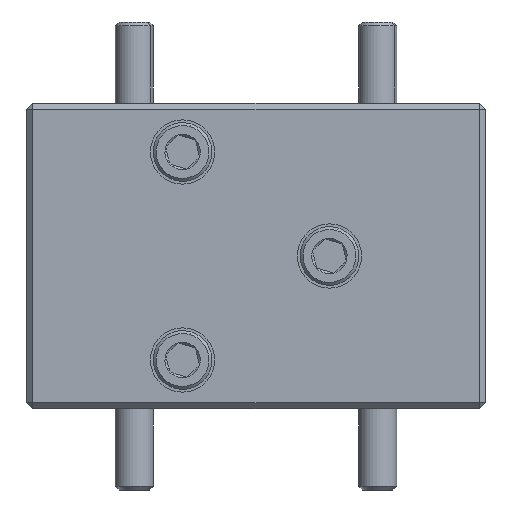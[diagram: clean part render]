
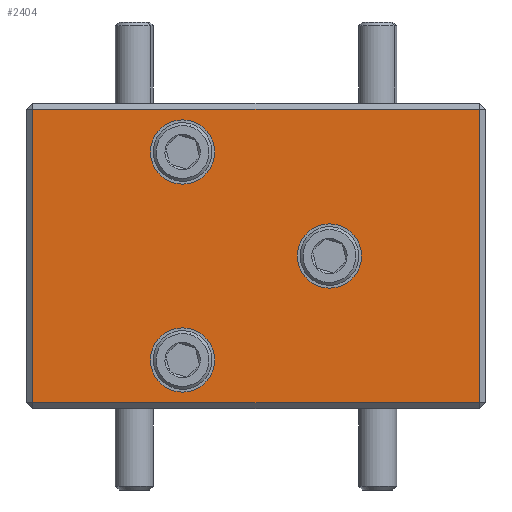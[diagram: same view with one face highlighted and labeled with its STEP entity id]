
A CAD part, front view. The second image highlights one B-rep face of the part: STEP entity #2404.
In plain terms, the highlighted planar face has unit normal (0, -1, 0).
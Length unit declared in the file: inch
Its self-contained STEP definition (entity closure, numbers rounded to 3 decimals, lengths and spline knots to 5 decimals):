
#281 = DIRECTION ( 'NONE',  ( 0., 0., 1. ) ) ;
#476 = VERTEX_POINT ( 'NONE', #10246 ) ;
#514 = VERTEX_POINT ( 'NONE', #1203 ) ;
#586 = DIRECTION ( 'NONE',  ( 0., -1., 0. ) ) ;
#716 = AXIS2_PLACEMENT_3D ( 'NONE', #7853, #586, #3969 ) ;
#759 = DIRECTION ( 'NONE',  ( 0., -1., 0. ) ) ;
#1203 = CARTESIAN_POINT ( 'NONE',  ( 0.12, -0.375, -0.3025 ) ) ;
#1275 = ORIENTED_EDGE ( 'NONE', *, *, #6477, .F. ) ;
#1430 = EDGE_CURVE ( 'NONE', #8510, #476, #4644, .T. ) ;
#1483 = LINE ( 'NONE', #5504, #5280 ) ;
#1535 = VERTEX_POINT ( 'NONE', #7357 ) ;
#1618 = PLANE ( 'NONE',  #5334 ) ;
#1675 = CARTESIAN_POINT ( 'NONE',  ( -0.12, -0.375, -0.0275 ) ) ;
#1751 = VECTOR ( 'NONE', #9505, 39.37008 ) ;
#2280 = ORIENTED_EDGE ( 'NONE', *, *, #7889, .F. ) ;
#2306 = EDGE_CURVE ( 'NONE', #1535, #9014, #8029, .T. ) ;
#2404 = ADVANCED_FACE ( 'NONE', ( #8243, #6538, #4226, #6585 ), #1618, .T. ) ;
#2554 = AXIS2_PLACEMENT_3D ( 'NONE', #5448, #3846, #4009 ) ;
#2757 = CIRCLE ( 'NONE', #6861, 0.0525 ) ;
#2809 = DIRECTION ( 'NONE',  ( 0., -1., 0. ) ) ;
#2884 = VECTOR ( 'NONE', #8110, 39.37008 ) ;
#2945 = CARTESIAN_POINT ( 'NONE',  ( 0.12, -0.375, -0.25 ) ) ;
#3209 = CIRCLE ( 'NONE', #6791, 0.0525 ) ;
#3217 = CIRCLE ( 'NONE', #5954, 0.0525 ) ;
#3242 = CARTESIAN_POINT ( 'NONE',  ( -0.12, -0.375, -0.3675 ) ) ;
#3301 = CARTESIAN_POINT ( 'NONE',  ( -0.365, -0.375, -0.49 ) ) ;
#3572 = ORIENTED_EDGE ( 'NONE', *, *, #2306, .T. ) ;
#3616 = EDGE_CURVE ( 'NONE', #7292, #7597, #3209, .T. ) ;
#3846 = DIRECTION ( 'NONE',  ( 0., -1., 0. ) ) ;
#3884 = ORIENTED_EDGE ( 'NONE', *, *, #1430, .T. ) ;
#3941 = CARTESIAN_POINT ( 'NONE',  ( -0.12, -0.375, -0.08 ) ) ;
#3969 = DIRECTION ( 'NONE',  ( 0., 0., 1. ) ) ;
#3976 = VECTOR ( 'NONE', #7967, 39.37008 ) ;
#4009 = DIRECTION ( 'NONE',  ( 0., 0., 1. ) ) ;
#4226 = FACE_BOUND ( 'NONE', #6052, .T. ) ;
#4313 = EDGE_LOOP ( 'NONE', ( #5223, #3884, #5640, #3572 ) ) ;
#4644 = LINE ( 'NONE', #6302, #1751 ) ;
#4645 = CARTESIAN_POINT ( 'NONE',  ( -0.365, -0.375, -0.01 ) ) ;
#4650 = CIRCLE ( 'NONE', #716, 0.0525 ) ;
#5013 = EDGE_CURVE ( 'NONE', #7597, #7292, #5295, .T. ) ;
#5147 = EDGE_LOOP ( 'NONE', ( #2280, #1275 ) ) ;
#5223 = ORIENTED_EDGE ( 'NONE', *, *, #8380, .T. ) ;
#5259 = DIRECTION ( 'NONE',  ( 0., 0., 1. ) ) ;
#5280 = VECTOR ( 'NONE', #6991, 39.37008 ) ;
#5295 = CIRCLE ( 'NONE', #2554, 0.0525 ) ;
#5334 = AXIS2_PLACEMENT_3D ( 'NONE', #5684, #759, #7480 ) ;
#5448 = CARTESIAN_POINT ( 'NONE',  ( -0.12, -0.375, -0.08 ) ) ;
#5504 = CARTESIAN_POINT ( 'NONE',  ( -0.365, -0.375, -0.5 ) ) ;
#5640 = ORIENTED_EDGE ( 'NONE', *, *, #8484, .T. ) ;
#5684 = CARTESIAN_POINT ( 'NONE',  ( 0.375, -0.375, -0.5 ) ) ;
#5758 = CARTESIAN_POINT ( 'NONE',  ( 0.12, -0.375, -0.1975 ) ) ;
#5889 = ORIENTED_EDGE ( 'NONE', *, *, #3616, .F. ) ;
#5954 = AXIS2_PLACEMENT_3D ( 'NONE', #9214, #8358, #5259 ) ;
#6052 = EDGE_LOOP ( 'NONE', ( #8150, #5889 ) ) ;
#6139 = EDGE_LOOP ( 'NONE', ( #6256, #9843 ) ) ;
#6218 = DIRECTION ( 'NONE',  ( 0., -1., 0. ) ) ;
#6256 = ORIENTED_EDGE ( 'NONE', *, *, #7957, .F. ) ;
#6302 = CARTESIAN_POINT ( 'NONE',  ( 0.375, -0.375, -0.49 ) ) ;
#6306 = VERTEX_POINT ( 'NONE', #5758 ) ;
#6417 = CARTESIAN_POINT ( 'NONE',  ( 0.365, -0.375, -0.5 ) ) ;
#6477 = EDGE_CURVE ( 'NONE', #7510, #9207, #8365, .T. ) ;
#6538 = FACE_BOUND ( 'NONE', #5147, .T. ) ;
#6585 = FACE_BOUND ( 'NONE', #6139, .T. ) ;
#6791 = AXIS2_PLACEMENT_3D ( 'NONE', #3941, #8044, #7347 ) ;
#6826 = AXIS2_PLACEMENT_3D ( 'NONE', #7612, #2809, #281 ) ;
#6861 = AXIS2_PLACEMENT_3D ( 'NONE', #2945, #6218, #9692 ) ;
#6991 = DIRECTION ( 'NONE',  ( 0., 0., -1. ) ) ;
#7292 = VERTEX_POINT ( 'NONE', #9728 ) ;
#7347 = DIRECTION ( 'NONE',  ( 0., 0., 1. ) ) ;
#7357 = CARTESIAN_POINT ( 'NONE',  ( 0.365, -0.375, -0.01 ) ) ;
#7480 = DIRECTION ( 'NONE',  ( 0., 0., 1. ) ) ;
#7510 = VERTEX_POINT ( 'NONE', #9331 ) ;
#7597 = VERTEX_POINT ( 'NONE', #1675 ) ;
#7612 = CARTESIAN_POINT ( 'NONE',  ( -0.12, -0.375, -0.42 ) ) ;
#7853 = CARTESIAN_POINT ( 'NONE',  ( -0.12, -0.375, -0.42 ) ) ;
#7889 = EDGE_CURVE ( 'NONE', #9207, #7510, #4650, .T. ) ;
#7957 = EDGE_CURVE ( 'NONE', #6306, #514, #2757, .T. ) ;
#7967 = DIRECTION ( 'NONE',  ( -1., 0., 0. ) ) ;
#8029 = LINE ( 'NONE', #8787, #3976 ) ;
#8044 = DIRECTION ( 'NONE',  ( 0., -1., 0. ) ) ;
#8110 = DIRECTION ( 'NONE',  ( 0., 0., 1. ) ) ;
#8150 = ORIENTED_EDGE ( 'NONE', *, *, #5013, .F. ) ;
#8243 = FACE_OUTER_BOUND ( 'NONE', #4313, .T. ) ;
#8358 = DIRECTION ( 'NONE',  ( 0., -1., 0. ) ) ;
#8365 = CIRCLE ( 'NONE', #6826, 0.0525 ) ;
#8380 = EDGE_CURVE ( 'NONE', #9014, #8510, #1483, .T. ) ;
#8484 = EDGE_CURVE ( 'NONE', #476, #1535, #8969, .T. ) ;
#8510 = VERTEX_POINT ( 'NONE', #3301 ) ;
#8787 = CARTESIAN_POINT ( 'NONE',  ( 0.375, -0.375, -0.01 ) ) ;
#8969 = LINE ( 'NONE', #6417, #2884 ) ;
#9014 = VERTEX_POINT ( 'NONE', #4645 ) ;
#9207 = VERTEX_POINT ( 'NONE', #3242 ) ;
#9214 = CARTESIAN_POINT ( 'NONE',  ( 0.12, -0.375, -0.25 ) ) ;
#9331 = CARTESIAN_POINT ( 'NONE',  ( -0.12, -0.375, -0.4725 ) ) ;
#9505 = DIRECTION ( 'NONE',  ( 1., 0., 0. ) ) ;
#9691 = EDGE_CURVE ( 'NONE', #514, #6306, #3217, .T. ) ;
#9692 = DIRECTION ( 'NONE',  ( 0., 0., 1. ) ) ;
#9728 = CARTESIAN_POINT ( 'NONE',  ( -0.12, -0.375, -0.1325 ) ) ;
#9843 = ORIENTED_EDGE ( 'NONE', *, *, #9691, .F. ) ;
#10246 = CARTESIAN_POINT ( 'NONE',  ( 0.365, -0.375, -0.49 ) ) ;
